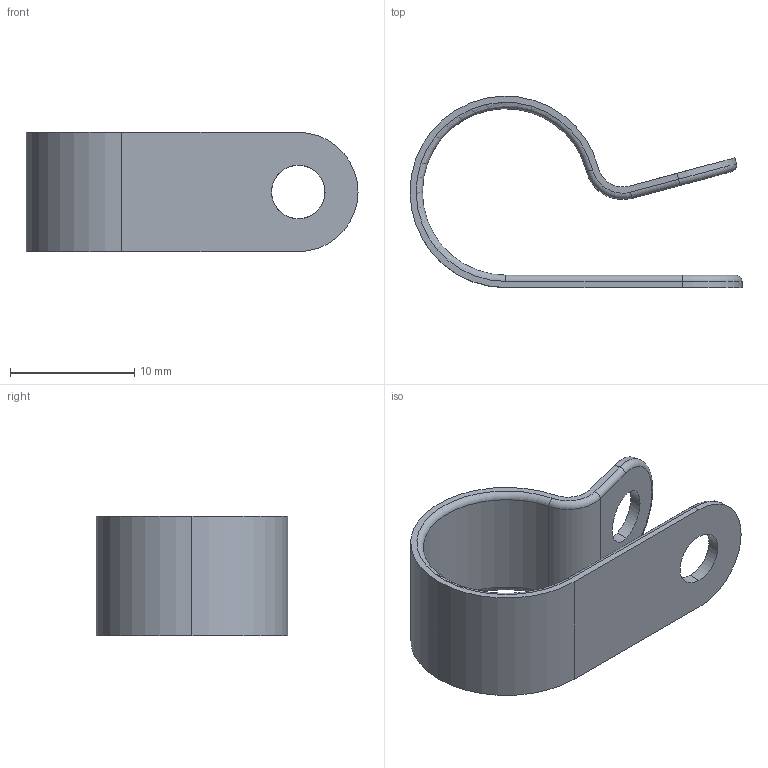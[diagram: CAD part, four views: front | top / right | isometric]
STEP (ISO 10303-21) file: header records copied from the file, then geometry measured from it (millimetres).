
FILE_DESCRIPTION (( 'STEP AP203' ), '1' );
FILE_NAME ('CP-260-8.STEP', '2016-02-16T06:29:34', ( '' ), ( '' ), 'SwSTEP 2.0', 'SolidWorks 2012', '' );
FILE_SCHEMA (( 'CONFIG_CONTROL_DESIGN' ));
Length unit declared in the file: millimetre
Products named in the file (1): CP-260-8
Bounding box: 26.7 x 15.39 x 9.6 mm (x, y, z)
Volume: 556.7 mm3; surface area: 1265.1 mm2
Topology: 1 solids, 1 shells, 32 faces, 78 edges, 48 vertices
Faces by surface type: cylinder 18, torus 8, plane 6
Entity records: 1035 total; most frequent: DIRECTION 184, CARTESIAN_POINT 171, ORIENTED_EDGE 156, EDGE_CURVE 78, AXIS2_PLACEMENT_3D 77, VERTEX_POINT 48, CIRCLE 44, EDGE_LOOP 36
